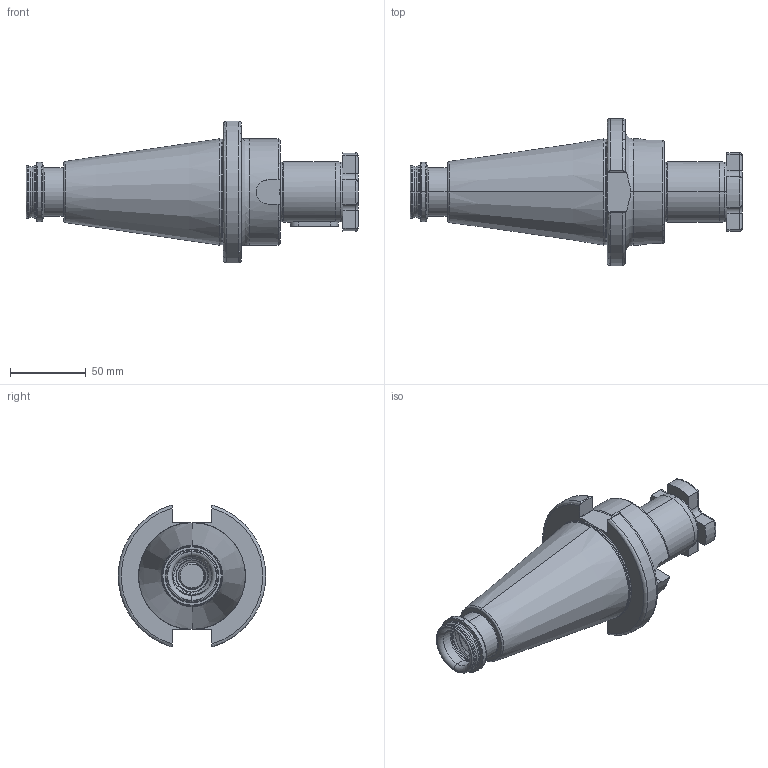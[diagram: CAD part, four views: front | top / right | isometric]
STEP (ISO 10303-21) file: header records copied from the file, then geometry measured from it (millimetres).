
FILE_DESCRIPTION (( 'STEP AP203' ), '1' );
FILE_NAME ('501.10.40.STEP', '2016-11-26T05:25:21', ( '' ), ( '' ), 'SwSTEP 2.0', 'SolidWorks 2012', '' );
FILE_SCHEMA (( 'CONFIG_CONTROL_DESIGN' ));
Length unit declared in the file: millimetre
Products named in the file (4): 501.10.40; SC40用鍵_10x8x32L; 十字螺絲FMB40
Assembly tree (3 placements, depth 2):
  501.10.40
    501.10.40
    十字螺絲FMB40
    SC40用鍵_10x8x32L
Bounding box: 218.8 x 96.94 x 93.28 mm (x, y, z)
Volume: 458868.9 mm3; surface area: 72332.3 mm2
Topology: 3 solids, 3 shells, 298 faces, 762 edges, 474 vertices
Faces by surface type: cylinder 146, torus 54, plane 51, cone 34, bspline 13
Entity records: 17790 total; most frequent: CARTESIAN_POINT 10759, ORIENTED_EDGE 1524, DIRECTION 1303, EDGE_CURVE 762, AXIS2_PLACEMENT_3D 517, VERTEX_POINT 474, EDGE_LOOP 306, FACE_OUTER_BOUND 298
